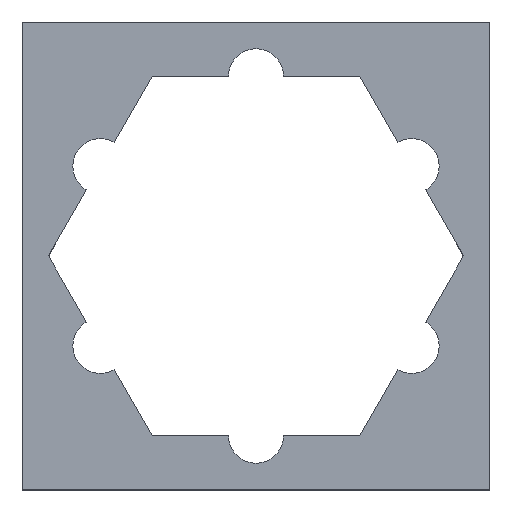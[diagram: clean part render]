
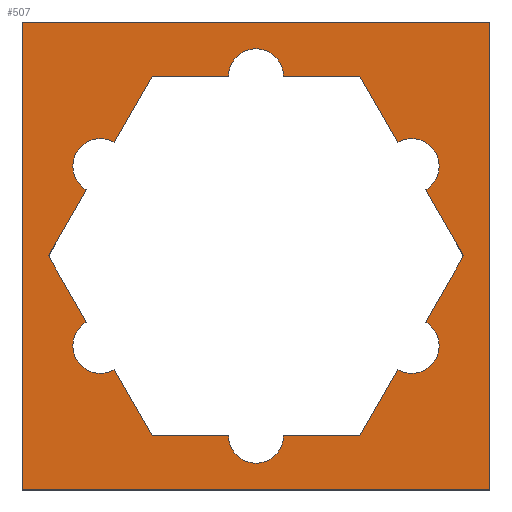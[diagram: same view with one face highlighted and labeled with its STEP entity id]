
A CAD part, top view. The second image highlights one B-rep face of the part: STEP entity #507.
In plain terms, the highlighted planar face has unit normal (0, 0, 1).
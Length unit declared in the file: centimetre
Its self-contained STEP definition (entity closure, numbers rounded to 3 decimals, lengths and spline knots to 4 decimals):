
#104=PLANE('',#533);
#118=VECTOR('',#569,1.);
#119=VECTOR('',#570,1.);
#120=VECTOR('',#571,1.);
#121=VECTOR('',#572,1.);
#122=VECTOR('',#573,1.);
#123=VECTOR('',#574,1.);
#124=VECTOR('',#577,1.);
#125=VECTOR('',#580,1.);
#126=VECTOR('',#583,1.);
#127=VECTOR('',#586,1.);
#160=LINE('',#660,#118);
#161=LINE('',#663,#119);
#162=LINE('',#665,#120);
#163=LINE('',#667,#121);
#164=LINE('',#668,#122);
#165=LINE('',#670,#123);
#166=LINE('',#675,#124);
#167=LINE('',#680,#125);
#168=LINE('',#685,#126);
#169=LINE('',#690,#127);
#202=VERTEX_POINT('',#655);
#203=VERTEX_POINT('',#657);
#204=VERTEX_POINT('',#661);
#205=VERTEX_POINT('',#662);
#206=VERTEX_POINT('',#664);
#207=VERTEX_POINT('',#666);
#208=VERTEX_POINT('',#669);
#209=VERTEX_POINT('',#671);
#210=VERTEX_POINT('',#673);
#211=VERTEX_POINT('',#674);
#212=VERTEX_POINT('',#676);
#213=VERTEX_POINT('',#678);
#214=VERTEX_POINT('',#679);
#215=VERTEX_POINT('',#681);
#216=VERTEX_POINT('',#683);
#217=VERTEX_POINT('',#684);
#218=VERTEX_POINT('',#686);
#219=VERTEX_POINT('',#688);
#220=VERTEX_POINT('',#689);
#221=VERTEX_POINT('',#691);
#222=VERTEX_POINT('',#693);
#223=VERTEX_POINT('',#694);
#245=CIRCLE('',#532,1.);
#246=CIRCLE('',#534,1.);
#247=CIRCLE('',#535,1.);
#248=CIRCLE('',#536,1.);
#249=CIRCLE('',#537,1.);
#250=CIRCLE('',#538,1.);
#258=EDGE_CURVE('',#203,#202,#245,.T.);
#260=EDGE_CURVE('',#204,#205,#160,.T.);
#261=EDGE_CURVE('',#206,#204,#161,.T.);
#262=EDGE_CURVE('',#207,#206,#162,.T.);
#263=EDGE_CURVE('',#205,#207,#163,.T.);
#264=EDGE_CURVE('',#208,#202,#164,.T.);
#265=EDGE_CURVE('',#209,#208,#165,.T.);
#266=EDGE_CURVE('',#209,#210,#246,.T.);
#267=EDGE_CURVE('',#211,#210,#165,.T.);
#268=EDGE_CURVE('',#212,#211,#166,.T.);
#269=EDGE_CURVE('',#212,#213,#247,.T.);
#270=EDGE_CURVE('',#214,#213,#166,.T.);
#271=EDGE_CURVE('',#215,#214,#167,.T.);
#272=EDGE_CURVE('',#215,#216,#248,.T.);
#273=EDGE_CURVE('',#217,#216,#167,.T.);
#274=EDGE_CURVE('',#218,#217,#168,.T.);
#275=EDGE_CURVE('',#218,#219,#249,.T.);
#276=EDGE_CURVE('',#220,#219,#168,.T.);
#277=EDGE_CURVE('',#221,#220,#169,.T.);
#278=EDGE_CURVE('',#221,#222,#250,.T.);
#279=EDGE_CURVE('',#223,#222,#169,.T.);
#280=EDGE_CURVE('',#203,#223,#164,.T.);
#326=ORIENTED_EDGE('',*,*,#260,.F.);
#327=ORIENTED_EDGE('',*,*,#261,.F.);
#328=ORIENTED_EDGE('',*,*,#262,.F.);
#329=ORIENTED_EDGE('',*,*,#263,.F.);
#330=ORIENTED_EDGE('',*,*,#258,.T.);
#331=ORIENTED_EDGE('',*,*,#264,.F.);
#332=ORIENTED_EDGE('',*,*,#265,.F.);
#333=ORIENTED_EDGE('',*,*,#266,.T.);
#334=ORIENTED_EDGE('',*,*,#267,.F.);
#335=ORIENTED_EDGE('',*,*,#268,.F.);
#336=ORIENTED_EDGE('',*,*,#269,.T.);
#337=ORIENTED_EDGE('',*,*,#270,.F.);
#338=ORIENTED_EDGE('',*,*,#271,.F.);
#339=ORIENTED_EDGE('',*,*,#272,.T.);
#340=ORIENTED_EDGE('',*,*,#273,.F.);
#341=ORIENTED_EDGE('',*,*,#274,.F.);
#342=ORIENTED_EDGE('',*,*,#275,.T.);
#343=ORIENTED_EDGE('',*,*,#276,.F.);
#344=ORIENTED_EDGE('',*,*,#277,.F.);
#345=ORIENTED_EDGE('',*,*,#278,.T.);
#346=ORIENTED_EDGE('',*,*,#279,.F.);
#347=ORIENTED_EDGE('',*,*,#280,.F.);
#455=EDGE_LOOP('',(#326,#327,#328,#329));
#456=EDGE_LOOP('',(#330,#331,#332,#333,#334,#335,#336,#337,#338,#339,#340,
#341,#342,#343,#344,#345,#346,#347));
#481=FACE_BOUND('',#455,.T.);
#482=FACE_BOUND('',#456,.T.);
#507=ADVANCED_FACE('',(#481,#482),#104,.T.);
#532=AXIS2_PLACEMENT_3D('',#656,#565,#566);
#533=AXIS2_PLACEMENT_3D('',#659,#568,$);
#534=AXIS2_PLACEMENT_3D('',#672,#575,#576);
#535=AXIS2_PLACEMENT_3D('',#677,#578,#579);
#536=AXIS2_PLACEMENT_3D('',#682,#581,#582);
#537=AXIS2_PLACEMENT_3D('',#687,#584,#585);
#538=AXIS2_PLACEMENT_3D('',#692,#587,#588);
#565=DIRECTION('',(0.,0.,-1.));
#566=DIRECTION('',(0.5,-0.866,0.));
#568=DIRECTION('',(0.,0.,1.));
#569=DIRECTION('',(1.,0.,0.));
#570=DIRECTION('',(0.,1.,0.));
#571=DIRECTION('',(-1.,0.,0.));
#572=DIRECTION('',(0.,-1.,0.));
#573=DIRECTION('',(-0.5,0.866,0.));
#574=DIRECTION('',(0.5,0.866,0.));
#575=DIRECTION('',(0.,0.,-1.));
#576=DIRECTION('',(-0.5,-0.866,0.));
#577=DIRECTION('',(1.,0.,0.));
#578=DIRECTION('',(0.,0.,-1.));
#579=DIRECTION('',(-1.,0.,0.));
#580=DIRECTION('',(0.5,-0.866,0.));
#581=DIRECTION('',(0.,0.,-1.));
#582=DIRECTION('',(-0.5,0.866,0.));
#583=DIRECTION('',(-0.5,-0.866,0.));
#584=DIRECTION('',(0.,0.,-1.));
#585=DIRECTION('',(0.5,0.866,0.));
#586=DIRECTION('',(-1.,0.,0.));
#587=DIRECTION('',(0.,0.,-1.));
#588=DIRECTION('',(1.,0.,0.));
#655=CARTESIAN_POINT('',(6.1551,2.399,0.3175));
#656=CARTESIAN_POINT('',(5.6551,3.265,0.3175));
#657=CARTESIAN_POINT('',(5.1551,4.131,0.3175));
#659=CARTESIAN_POINT('',(0.,0.,0.3175));
#660=CARTESIAN_POINT('',(8.5,8.5,0.3175));
#661=CARTESIAN_POINT('',(-8.5,8.5,0.3175));
#662=CARTESIAN_POINT('',(8.5,8.5,0.3175));
#663=CARTESIAN_POINT('',(-8.5,8.5,0.3175));
#664=CARTESIAN_POINT('',(-8.5,-8.5,0.3175));
#665=CARTESIAN_POINT('',(-8.5,-8.5,0.3175));
#666=CARTESIAN_POINT('',(8.5,-8.5,0.3175));
#667=CARTESIAN_POINT('',(8.5,-8.5,0.3175));
#668=CARTESIAN_POINT('',(7.5402,0.,0.3175));
#669=CARTESIAN_POINT('',(7.5402,0.,0.3175));
#670=CARTESIAN_POINT('',(3.7701,-6.53,0.3175));
#671=CARTESIAN_POINT('',(6.1551,-2.399,0.3175));
#672=CARTESIAN_POINT('',(5.6551,-3.265,0.3175));
#673=CARTESIAN_POINT('',(5.1551,-4.131,0.3175));
#674=CARTESIAN_POINT('',(3.7701,-6.53,0.3175));
#675=CARTESIAN_POINT('',(-3.7701,-6.53,0.3175));
#676=CARTESIAN_POINT('',(1.,-6.53,0.3175));
#677=CARTESIAN_POINT('',(0.,-6.53,0.3175));
#678=CARTESIAN_POINT('',(-1.,-6.53,0.3175));
#679=CARTESIAN_POINT('',(-3.7701,-6.53,0.3175));
#680=CARTESIAN_POINT('',(-7.5402,0.,0.3175));
#681=CARTESIAN_POINT('',(-5.1551,-4.131,0.3175));
#682=CARTESIAN_POINT('',(-5.6551,-3.265,0.3175));
#683=CARTESIAN_POINT('',(-6.1551,-2.399,0.3175));
#684=CARTESIAN_POINT('',(-7.5402,0.,0.3175));
#685=CARTESIAN_POINT('',(-3.7701,6.53,0.3175));
#686=CARTESIAN_POINT('',(-6.1551,2.399,0.3175));
#687=CARTESIAN_POINT('',(-5.6551,3.265,0.3175));
#688=CARTESIAN_POINT('',(-5.1551,4.131,0.3175));
#689=CARTESIAN_POINT('',(-3.7701,6.53,0.3175));
#690=CARTESIAN_POINT('',(3.7701,6.53,0.3175));
#691=CARTESIAN_POINT('',(-1.,6.53,0.3175));
#692=CARTESIAN_POINT('',(0.,6.53,0.3175));
#693=CARTESIAN_POINT('',(1.,6.53,0.3175));
#694=CARTESIAN_POINT('',(3.7701,6.53,0.3175));
